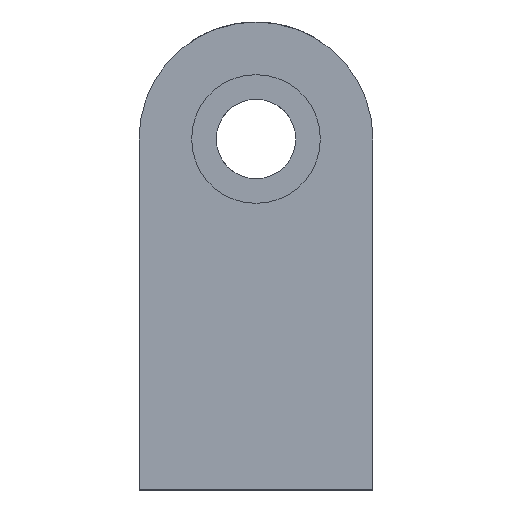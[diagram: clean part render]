
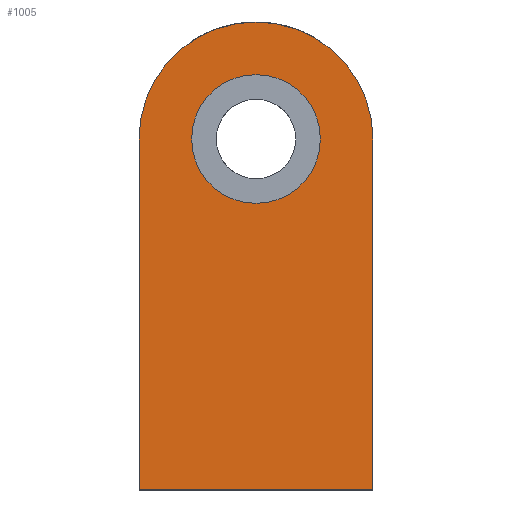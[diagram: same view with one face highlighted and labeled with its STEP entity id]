
A CAD part, front view. The second image highlights one B-rep face of the part: STEP entity #1005.
In plain terms, the highlighted planar face has unit normal (0, -1, 0).
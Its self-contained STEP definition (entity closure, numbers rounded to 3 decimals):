
#32 = VERTEX_POINT('',#33);
#33 = CARTESIAN_POINT('',(5.,-66.5,0.));
#39 = EDGE_CURVE('',#32,#40,#42,.T.);
#40 = VERTEX_POINT('',#41);
#41 = CARTESIAN_POINT('',(5.,-66.5,15.));
#42 = LINE('',#43,#44);
#43 = CARTESIAN_POINT('',(5.,-66.5,0.));
#44 = VECTOR('',#45,1.);
#45 = DIRECTION('',(0.,0.,1.));
#663 = EDGE_CURVE('',#40,#664,#666,.T.);
#664 = VERTEX_POINT('',#665);
#665 = CARTESIAN_POINT('',(-5.,-66.5,15.));
#666 = CIRCLE('',#667,5.);
#667 = AXIS2_PLACEMENT_3D('',#668,#669,#670);
#668 = CARTESIAN_POINT('',(0.,-66.5,15.));
#669 = DIRECTION('',(0.,-1.,0.));
#670 = DIRECTION('',(1.,0.,0.));
#1005 = ADVANCED_FACE('',(#1006,#1024),#1035,.F.);
#1006 = FACE_BOUND('',#1007,.F.);
#1007 = EDGE_LOOP('',(#1008,#1009,#1017,#1023));
#1008 = ORIENTED_EDGE('',*,*,#39,.F.);
#1009 = ORIENTED_EDGE('',*,*,#1010,.F.);
#1010 = EDGE_CURVE('',#1011,#32,#1013,.T.);
#1011 = VERTEX_POINT('',#1012);
#1012 = CARTESIAN_POINT('',(-5.,-66.5,0.));
#1013 = LINE('',#1014,#1015);
#1014 = CARTESIAN_POINT('',(-5.,-66.5,0.));
#1015 = VECTOR('',#1016,1.);
#1016 = DIRECTION('',(1.,0.,0.));
#1017 = ORIENTED_EDGE('',*,*,#1018,.F.);
#1018 = EDGE_CURVE('',#664,#1011,#1019,.T.);
#1019 = LINE('',#1020,#1021);
#1020 = CARTESIAN_POINT('',(-5.,-66.5,15.));
#1021 = VECTOR('',#1022,1.);
#1022 = DIRECTION('',(0.,0.,-1.));
#1023 = ORIENTED_EDGE('',*,*,#663,.F.);
#1024 = FACE_BOUND('',#1025,.F.);
#1025 = EDGE_LOOP('',(#1026));
#1026 = ORIENTED_EDGE('',*,*,#1027,.T.);
#1027 = EDGE_CURVE('',#1028,#1028,#1030,.T.);
#1028 = VERTEX_POINT('',#1029);
#1029 = CARTESIAN_POINT('',(2.75,-66.5,15.));
#1030 = CIRCLE('',#1031,2.75);
#1031 = AXIS2_PLACEMENT_3D('',#1032,#1033,#1034);
#1032 = CARTESIAN_POINT('',(0.,-66.5,15.));
#1033 = DIRECTION('',(0.,-1.,0.));
#1034 = DIRECTION('',(1.,0.,0.));
#1035 = PLANE('',#1036);
#1036 = AXIS2_PLACEMENT_3D('',#1037,#1038,#1039);
#1037 = CARTESIAN_POINT('',(0.,-66.5,8.969));
#1038 = DIRECTION('',(0.,1.,0.));
#1039 = DIRECTION('',(0.,0.,1.));
